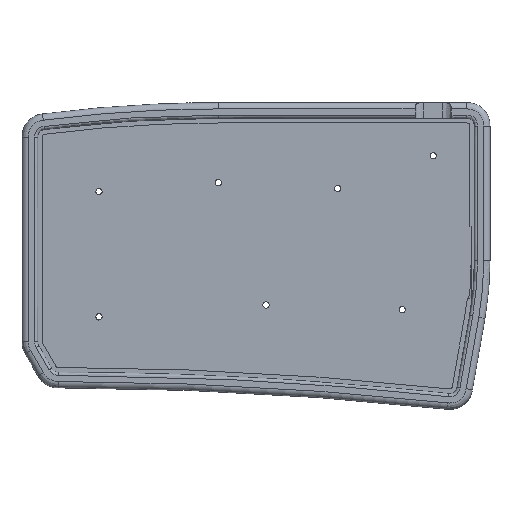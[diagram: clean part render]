
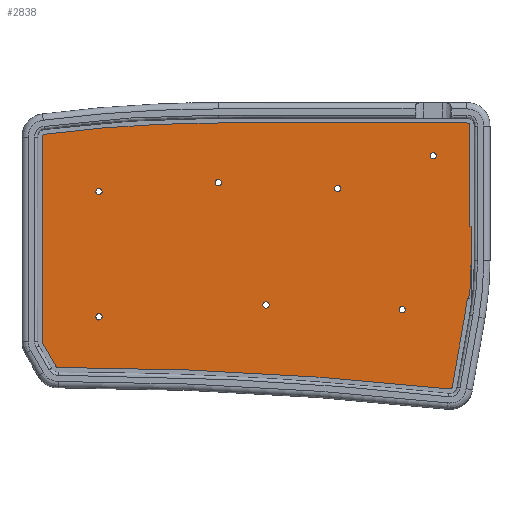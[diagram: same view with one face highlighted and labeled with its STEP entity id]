
A CAD part, top view. The second image highlights one B-rep face of the part: STEP entity #2838.
In plain terms, the highlighted planar face has unit normal (0, 0, 1).
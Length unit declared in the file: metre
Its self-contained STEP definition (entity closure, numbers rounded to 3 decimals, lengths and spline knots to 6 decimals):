
#113=CIRCLE('',#3016,0.001);
#114=CIRCLE('',#3017,0.001);
#115=CIRCLE('',#3018,0.001);
#116=CIRCLE('',#3019,0.001);
#117=CIRCLE('',#3020,0.001);
#118=CIRCLE('',#3021,0.001);
#119=CIRCLE('',#3022,0.001);
#332=B_SPLINE_CURVE_WITH_KNOTS('',3,(#6972,#6973,#6974,#6975),
 .UNSPECIFIED.,.F.,.F.,(4,4),(0.,1.),.UNSPECIFIED.);
#333=B_SPLINE_CURVE_WITH_KNOTS('',3,(#6978,#6979,#6980,#6981),
 .UNSPECIFIED.,.F.,.F.,(4,4),(0.,1.),.UNSPECIFIED.);
#334=B_SPLINE_CURVE_WITH_KNOTS('',3,(#6983,#6984,#6985,#6986),
 .UNSPECIFIED.,.F.,.F.,(4,4),(0.,1.),.UNSPECIFIED.);
#335=B_SPLINE_CURVE_WITH_KNOTS('',3,(#6988,#6989,#6990,#6991),
 .UNSPECIFIED.,.F.,.F.,(4,4),(0.,1.),.UNSPECIFIED.);
#336=B_SPLINE_CURVE_WITH_KNOTS('',3,(#6993,#6994,#6995,#6996),
 .UNSPECIFIED.,.F.,.F.,(4,4),(0.,1.),.UNSPECIFIED.);
#337=B_SPLINE_CURVE_WITH_KNOTS('',3,(#6998,#6999,#7000,#7001),
 .UNSPECIFIED.,.F.,.F.,(4,4),(0.,1.),.UNSPECIFIED.);
#338=B_SPLINE_CURVE_WITH_KNOTS('',3,(#7003,#7004,#7005,#7006),
 .UNSPECIFIED.,.F.,.F.,(4,4),(0.,1.),.UNSPECIFIED.);
#339=B_SPLINE_CURVE_WITH_KNOTS('',3,(#7008,#7009,#7010,#7011),
 .UNSPECIFIED.,.F.,.F.,(4,4),(0.,1.),.UNSPECIFIED.);
#340=B_SPLINE_CURVE_WITH_KNOTS('',3,(#7013,#7014,#7015,#7016),
 .UNSPECIFIED.,.F.,.F.,(4,4),(0.,1.),.UNSPECIFIED.);
#341=B_SPLINE_CURVE_WITH_KNOTS('',3,(#7018,#7019,#7020,#7021),
 .UNSPECIFIED.,.F.,.F.,(4,4),(0.,1.),.UNSPECIFIED.);
#342=B_SPLINE_CURVE_WITH_KNOTS('',3,(#7023,#7024,#7025,#7026),
 .UNSPECIFIED.,.F.,.F.,(4,4),(0.,1.),.UNSPECIFIED.);
#343=B_SPLINE_CURVE_WITH_KNOTS('',3,(#7028,#7029,#7030,#7031),
 .UNSPECIFIED.,.F.,.F.,(4,4),(0.,1.),.UNSPECIFIED.);
#344=B_SPLINE_CURVE_WITH_KNOTS('',3,(#7033,#7034,#7035,#7036),
 .UNSPECIFIED.,.F.,.F.,(4,4),(0.,1.),.UNSPECIFIED.);
#1026=ORIENTED_EDGE('',*,*,#1582,.F.);
#1027=ORIENTED_EDGE('',*,*,#1583,.F.);
#1028=ORIENTED_EDGE('',*,*,#1584,.F.);
#1029=ORIENTED_EDGE('',*,*,#1585,.F.);
#1030=ORIENTED_EDGE('',*,*,#1586,.F.);
#1031=ORIENTED_EDGE('',*,*,#1587,.F.);
#1032=ORIENTED_EDGE('',*,*,#1588,.F.);
#1033=ORIENTED_EDGE('',*,*,#1589,.F.);
#1034=ORIENTED_EDGE('',*,*,#1590,.F.);
#1035=ORIENTED_EDGE('',*,*,#1591,.F.);
#1036=ORIENTED_EDGE('',*,*,#1592,.F.);
#1037=ORIENTED_EDGE('',*,*,#1593,.F.);
#1038=ORIENTED_EDGE('',*,*,#1594,.F.);
#1039=ORIENTED_EDGE('',*,*,#1595,.F.);
#1040=ORIENTED_EDGE('',*,*,#1596,.F.);
#1041=ORIENTED_EDGE('',*,*,#1597,.F.);
#1042=ORIENTED_EDGE('',*,*,#1598,.F.);
#1043=ORIENTED_EDGE('',*,*,#1599,.F.);
#1044=ORIENTED_EDGE('',*,*,#1600,.F.);
#1045=ORIENTED_EDGE('',*,*,#1601,.F.);
#1582=EDGE_CURVE('',#1872,#1872,#113,.F.);
#1583=EDGE_CURVE('',#1873,#1873,#114,.F.);
#1584=EDGE_CURVE('',#1874,#1874,#115,.F.);
#1585=EDGE_CURVE('',#1875,#1875,#116,.F.);
#1586=EDGE_CURVE('',#1876,#1876,#117,.F.);
#1587=EDGE_CURVE('',#1877,#1877,#118,.F.);
#1588=EDGE_CURVE('',#1878,#1878,#119,.F.);
#1589=EDGE_CURVE('',#1879,#1880,#332,.T.);
#1590=EDGE_CURVE('',#1881,#1879,#333,.T.);
#1591=EDGE_CURVE('',#1882,#1881,#334,.T.);
#1592=EDGE_CURVE('',#1883,#1882,#335,.T.);
#1593=EDGE_CURVE('',#1884,#1883,#336,.T.);
#1594=EDGE_CURVE('',#1885,#1884,#337,.T.);
#1595=EDGE_CURVE('',#1886,#1885,#338,.T.);
#1596=EDGE_CURVE('',#1887,#1886,#339,.T.);
#1597=EDGE_CURVE('',#1888,#1887,#340,.T.);
#1598=EDGE_CURVE('',#1889,#1888,#341,.T.);
#1599=EDGE_CURVE('',#1890,#1889,#342,.T.);
#1600=EDGE_CURVE('',#1891,#1890,#343,.T.);
#1601=EDGE_CURVE('',#1880,#1891,#344,.T.);
#1872=VERTEX_POINT('',#6959);
#1873=VERTEX_POINT('',#6961);
#1874=VERTEX_POINT('',#6963);
#1875=VERTEX_POINT('',#6965);
#1876=VERTEX_POINT('',#6967);
#1877=VERTEX_POINT('',#6969);
#1878=VERTEX_POINT('',#6971);
#1879=VERTEX_POINT('',#6976);
#1880=VERTEX_POINT('',#6977);
#1881=VERTEX_POINT('',#6982);
#1882=VERTEX_POINT('',#6987);
#1883=VERTEX_POINT('',#6992);
#1884=VERTEX_POINT('',#6997);
#1885=VERTEX_POINT('',#7002);
#1886=VERTEX_POINT('',#7007);
#1887=VERTEX_POINT('',#7012);
#1888=VERTEX_POINT('',#7017);
#1889=VERTEX_POINT('',#7022);
#1890=VERTEX_POINT('',#7027);
#1891=VERTEX_POINT('',#7032);
#2280=EDGE_LOOP('',(#1026));
#2281=EDGE_LOOP('',(#1027));
#2282=EDGE_LOOP('',(#1028));
#2283=EDGE_LOOP('',(#1029));
#2284=EDGE_LOOP('',(#1030));
#2285=EDGE_LOOP('',(#1031));
#2286=EDGE_LOOP('',(#1032));
#2287=EDGE_LOOP('',(#1033,#1034,#1035,#1036,#1037,#1038,#1039,#1040,#1041,
#1042,#1043,#1044,#1045));
#2541=FACE_BOUND('',#2280,.T.);
#2542=FACE_BOUND('',#2281,.T.);
#2543=FACE_BOUND('',#2282,.T.);
#2544=FACE_BOUND('',#2283,.T.);
#2545=FACE_BOUND('',#2284,.T.);
#2546=FACE_BOUND('',#2285,.T.);
#2547=FACE_BOUND('',#2286,.T.);
#2548=FACE_BOUND('',#2287,.T.);
#2699=PLANE('',#3015);
#2838=ADVANCED_FACE('',(#2541,#2542,#2543,#2544,#2545,#2546,#2547,#2548),
#2699,.T.);
#3015=AXIS2_PLACEMENT_3D('',#6957,#3388,#3389);
#3016=AXIS2_PLACEMENT_3D('',#6958,#3390,#3391);
#3017=AXIS2_PLACEMENT_3D('',#6960,#3392,#3393);
#3018=AXIS2_PLACEMENT_3D('',#6962,#3394,#3395);
#3019=AXIS2_PLACEMENT_3D('',#6964,#3396,#3397);
#3020=AXIS2_PLACEMENT_3D('',#6966,#3398,#3399);
#3021=AXIS2_PLACEMENT_3D('',#6968,#3400,#3401);
#3022=AXIS2_PLACEMENT_3D('',#6970,#3402,#3403);
#3388=DIRECTION('',(0.,0.,1.));
#3389=DIRECTION('',(-1.,0.,0.));
#3390=DIRECTION('',(0.,0.,-1.));
#3391=DIRECTION('',(-1.,0.,0.));
#3392=DIRECTION('',(0.,0.,-1.));
#3393=DIRECTION('',(-1.,0.,0.));
#3394=DIRECTION('',(0.,0.,-1.));
#3395=DIRECTION('',(-1.,0.,0.));
#3396=DIRECTION('',(0.,0.,-1.));
#3397=DIRECTION('',(-1.,0.,0.));
#3398=DIRECTION('',(0.,0.,-1.));
#3399=DIRECTION('',(-1.,0.,0.));
#3400=DIRECTION('',(0.,0.,-1.));
#3401=DIRECTION('',(-1.,0.,0.));
#3402=DIRECTION('',(0.,0.,-1.));
#3403=DIRECTION('',(-1.,0.,0.));
#6957=CARTESIAN_POINT('',(-0.083217,-0.002215,-0.013));
#6958=CARTESIAN_POINT('',(-0.09525,0.021217,-0.013));
#6959=CARTESIAN_POINT('',(-0.09625,0.021217,-0.013));
#6960=CARTESIAN_POINT('',(-0.05715,0.019312,-0.013));
#6961=CARTESIAN_POINT('',(-0.05815,0.019312,-0.013));
#6962=CARTESIAN_POINT('',(-0.026654,0.029804,-0.013));
#6963=CARTESIAN_POINT('',(-0.027654,0.029804,-0.013));
#6964=CARTESIAN_POINT('',(-0.13335,-0.021646,-0.013));
#6965=CARTESIAN_POINT('',(-0.13435,-0.021646,-0.013));
#6966=CARTESIAN_POINT('',(-0.13335,0.018359,-0.013));
#6967=CARTESIAN_POINT('',(-0.13435,0.018359,-0.013));
#6968=CARTESIAN_POINT('',(-0.08001,-0.017836,-0.013));
#6969=CARTESIAN_POINT('',(-0.08101,-0.017836,-0.013));
#6970=CARTESIAN_POINT('',(-0.036526,-0.019333,-0.013));
#6971=CARTESIAN_POINT('',(-0.037526,-0.019333,-0.013));
#6972=CARTESIAN_POINT('',(-0.016018,0.040734,-0.013));
#6973=CARTESIAN_POINT('',(-0.014962,0.040734,-0.013));
#6974=CARTESIAN_POINT('',(-0.014518,0.040293,-0.013));
#6975=CARTESIAN_POINT('',(-0.014518,0.039234,-0.013));
#6976=CARTESIAN_POINT('',(-0.016018,0.040734,-0.013));
#6977=CARTESIAN_POINT('',(-0.014518,0.039234,-0.013));
#6978=CARTESIAN_POINT('',(-0.09525,0.040734,-0.013));
#6979=CARTESIAN_POINT('',(-0.068839,0.040734,-0.013));
#6980=CARTESIAN_POINT('',(-0.042429,0.040734,-0.013));
#6981=CARTESIAN_POINT('',(-0.016018,0.040734,-0.013));
#6982=CARTESIAN_POINT('',(-0.09525,0.040734,-0.013));
#6983=CARTESIAN_POINT('',(-0.150608,0.037158,-0.013));
#6984=CARTESIAN_POINT('',(-0.132232,0.039542,-0.013));
#6985=CARTESIAN_POINT('',(-0.11378,0.040734,-0.013));
#6986=CARTESIAN_POINT('',(-0.09525,0.040734,-0.013));
#6987=CARTESIAN_POINT('',(-0.150608,0.037158,-0.013));
#6988=CARTESIAN_POINT('',(-0.151915,0.035671,-0.013));
#6989=CARTESIAN_POINT('',(-0.151915,0.036591,-0.013));
#6990=CARTESIAN_POINT('',(-0.15152,0.03704,-0.013));
#6991=CARTESIAN_POINT('',(-0.150608,0.037158,-0.013));
#6992=CARTESIAN_POINT('',(-0.151915,0.035671,-0.013));
#6993=CARTESIAN_POINT('',(-0.151915,-0.029673,-0.013));
#6994=CARTESIAN_POINT('',(-0.151915,-0.007891,-0.013));
#6995=CARTESIAN_POINT('',(-0.151915,0.01389,-0.013));
#6996=CARTESIAN_POINT('',(-0.151915,0.035671,-0.013));
#6997=CARTESIAN_POINT('',(-0.151915,-0.029673,-0.013));
#6998=CARTESIAN_POINT('',(-0.151714,-0.030423,-0.013));
#6999=CARTESIAN_POINT('',(-0.151848,-0.030191,-0.013));
#7000=CARTESIAN_POINT('',(-0.151915,-0.029941,-0.013));
#7001=CARTESIAN_POINT('',(-0.151915,-0.029673,-0.013));
#7002=CARTESIAN_POINT('',(-0.151714,-0.030423,-0.013));
#7003=CARTESIAN_POINT('',(-0.147595,-0.03755,-0.013));
#7004=CARTESIAN_POINT('',(-0.148968,-0.035175,-0.013));
#7005=CARTESIAN_POINT('',(-0.150341,-0.032799,-0.013));
#7006=CARTESIAN_POINT('',(-0.151714,-0.030423,-0.013));
#7007=CARTESIAN_POINT('',(-0.147595,-0.03755,-0.013));
#7008=CARTESIAN_POINT('',(-0.146299,-0.0383,-0.013));
#7009=CARTESIAN_POINT('',(-0.14689,-0.038299,-0.013));
#7010=CARTESIAN_POINT('',(-0.147301,-0.03806,-0.013));
#7011=CARTESIAN_POINT('',(-0.147595,-0.03755,-0.013));
#7012=CARTESIAN_POINT('',(-0.146299,-0.0383,-0.013));
#7013=CARTESIAN_POINT('',(-0.021698,-0.045146,-0.013));
#7014=CARTESIAN_POINT('',(-0.06311,-0.040651,-0.013));
#7015=CARTESIAN_POINT('',(-0.104644,-0.038369,-0.013));
#7016=CARTESIAN_POINT('',(-0.146299,-0.0383,-0.013));
#7017=CARTESIAN_POINT('',(-0.021698,-0.045146,-0.013));
#7018=CARTESIAN_POINT('',(-0.020059,-0.043915,-0.013));
#7019=CARTESIAN_POINT('',(-0.02023,-0.044884,-0.013));
#7020=CARTESIAN_POINT('',(-0.020719,-0.045252,-0.013));
#7021=CARTESIAN_POINT('',(-0.021698,-0.045146,-0.013));
#7022=CARTESIAN_POINT('',(-0.020059,-0.043915,-0.013));
#7023=CARTESIAN_POINT('',(-0.01603,-0.021065,-0.013));
#7024=CARTESIAN_POINT('',(-0.017373,-0.028682,-0.013));
#7025=CARTESIAN_POINT('',(-0.018716,-0.036299,-0.013));
#7026=CARTESIAN_POINT('',(-0.020059,-0.043915,-0.013));
#7027=CARTESIAN_POINT('',(-0.01603,-0.021065,-0.013));
#7028=CARTESIAN_POINT('',(-0.014518,-0.003787,-0.013));
#7029=CARTESIAN_POINT('',(-0.014518,-0.009591,-0.013));
#7030=CARTESIAN_POINT('',(-0.015022,-0.01535,-0.013));
#7031=CARTESIAN_POINT('',(-0.01603,-0.021065,-0.013));
#7032=CARTESIAN_POINT('',(-0.014518,-0.003787,-0.013));
#7033=CARTESIAN_POINT('',(-0.014518,0.039234,-0.013));
#7034=CARTESIAN_POINT('',(-0.014518,0.024894,-0.013));
#7035=CARTESIAN_POINT('',(-0.014518,0.010553,-0.013));
#7036=CARTESIAN_POINT('',(-0.014518,-0.003787,-0.013));
